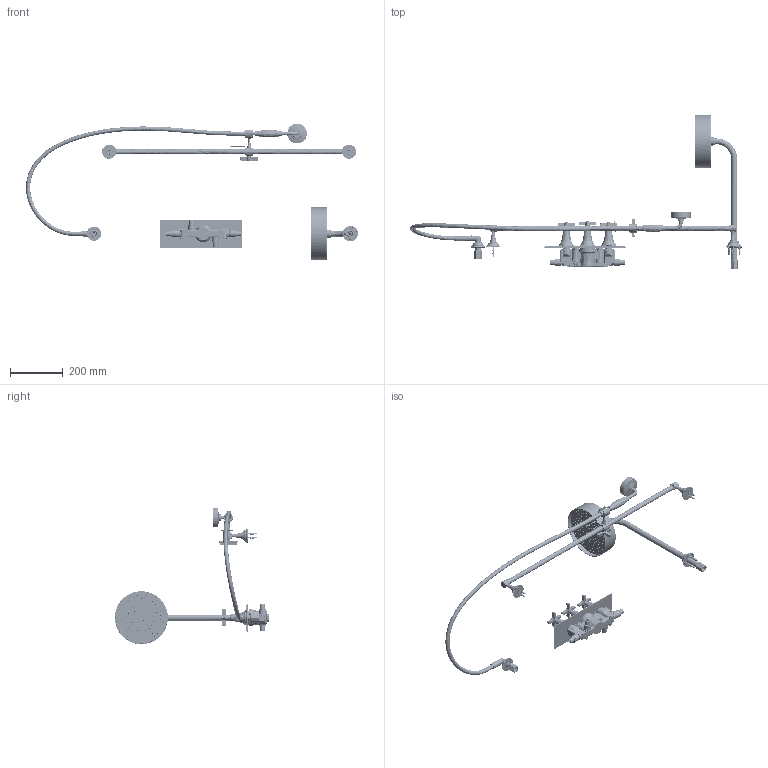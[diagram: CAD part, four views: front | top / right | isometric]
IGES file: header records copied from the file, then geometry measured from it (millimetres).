
Global section: file name: V6B1ADL; native system: Autodesk Inventor 2018; preprocessor: unknown; author: adaniels; date: 20171023.114022; units: millimetre
Bounding box: 1253.95 x 582.5 x 515.07 mm (x, y, z)
Volume: 2744408.1 mm3; surface area: 910779.2 mm2
Topology: 147 solids, 161 shells, 11176 faces, 27828 edges, 17561 vertices
Faces by surface type: bspline 11175, revolution 1
